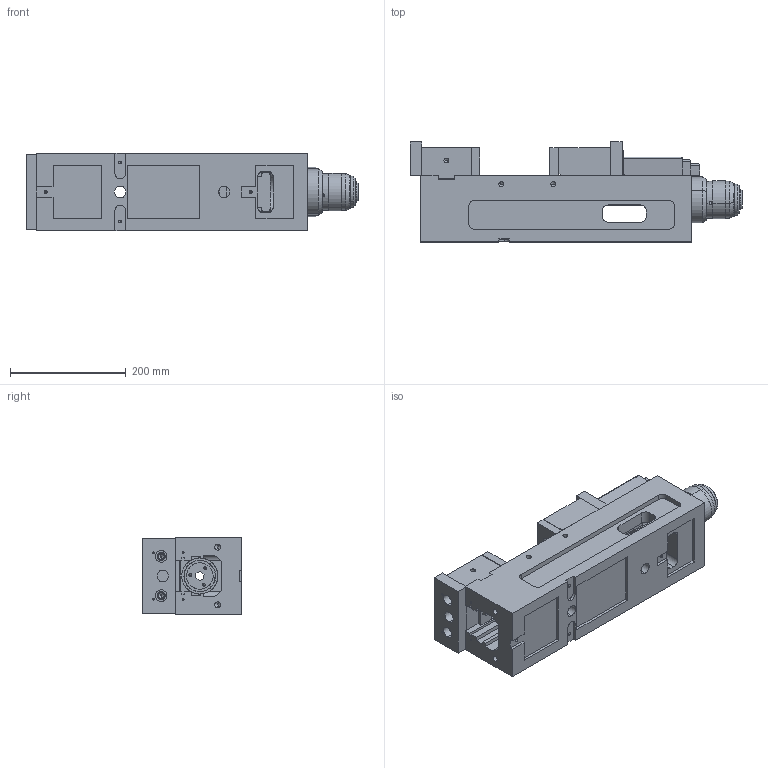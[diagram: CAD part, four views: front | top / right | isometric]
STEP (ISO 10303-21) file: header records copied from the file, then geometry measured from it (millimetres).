
FILE_DESCRIPTION (( 'STEP AP203' ), '1' );
FILE_NAME ('HPAQ-130.STEP', '2018-02-26T03:59:13', ( 'WinXP' ), ( 'MyPC' ), 'SwSTEP 2.0', 'SolidWorks 2010', '' );
FILE_SCHEMA (( 'CONFIG_CONTROL_DESIGN' ));
Length unit declared in the file: millimetre
Products named in the file (13): ½Æ»s-M6X6LµLÀYÁ³µ·_B18.3.6M - M6 x 1.0 x 6 Hex Socket Half Dog Pt. SS --S; HPAQ-130前額_Default; HPAC-130-05-B_Default; HPAC-130-05-C_Default; HPAQ-130; HPAQ-130本台_Default; 複製-HPAQ-160S-4-2板手孔_Default; 遮彈簧用的鐵環_Default; 複製-HPAQ160S調壓環蓋子一般鐵管_Default; HPAQ130滑塊_Default; HPAQ-1302孔虎口板_Default; HPAQ-130-3孔虎口板_Default; HPAC-130-05A_Default
Assembly tree (14 placements, depth 2):
  HPAQ-130
    HPAC-130-05-B_Default
    ½Æ»s-M6X6LµLÀYÁ³µ·_B18.3.6M - M6 x 1.0 x 6 Hex Socket Half Dog Pt. SS --S
    HPAQ-130前額_Default
    HPAC-130-05-C_Default
    複製-HPAQ-160S-4-2板手孔_Default
    遮彈簧用的鐵環_Default
    HPAQ130滑塊_Default
    複製-HPAQ160S調壓環蓋子一般鐵管_Default
    HPAQ-1302孔虎口板_Default  x2
    HPAQ-130本台_Default
    HPAQ-130-3孔虎口板_Default  x2
    HPAC-130-05A_Default
Bounding box: 574.89 x 173 x 134 mm (x, y, z)
Volume: 5831264.7 mm3; surface area: 777063.8 mm2
Topology: 14 solids, 14 shells, 708 faces, 1787 edges, 1091 vertices
Faces by surface type: plane 331, cylinder 271, cone 92, bspline 14
Entity records: 22718 total; most frequent: CARTESIAN_POINT 5363, DIRECTION 3357, ORIENTED_EDGE 3246, EDGE_CURVE 1623, AXIS2_PLACEMENT_3D 1163, VECTOR 1031, LINE 1031, VERTEX_POINT 1025
